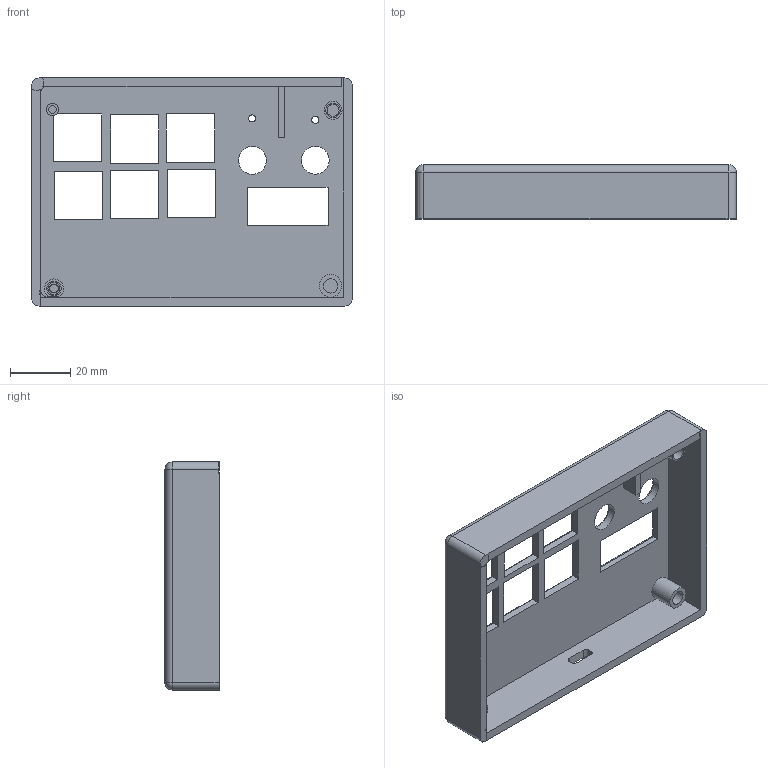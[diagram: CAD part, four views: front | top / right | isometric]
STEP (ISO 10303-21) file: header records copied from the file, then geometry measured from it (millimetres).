
FILE_DESCRIPTION(/* description */ ('KiCad electronic assembly'),/* implementation_level */ '2;1');
FILE_NAME(/* name */ 'Top.step',/* time_stamp */ '2026-02-23T21:12:47+01:00',/* author */ (''),/* organization */ (''),/* preprocessor_version */ 'ST-DEVELOPER v20.1',/* originating_system */ 'Autodesk Translation Framework v14.24.0.0',/* authorisation */ '');
FILE_SCHEMA (('AUTOMOTIVE_DESIGN { 1 0 10303 214 3 1 1 }'));
Length unit declared in the file: millimetre
Products named in the file (1): test 1
Bounding box: 106.8 x 18.03 x 76 mm (x, y, z)
Volume: 33724.6 mm3; surface area: 26492 mm2
Topology: 1 solids, 1 shells, 206 faces, 513 edges, 327 vertices
Faces by surface type: plane 124, cylinder 60, bspline 14, torus 4, sphere 4
Full cylindrical faces by diameter (mm): 2.379 x2, 2.529 x1, 2.975 x1, 4 x3, 4.8 x3, 6 x1, 9.271 x2
Entity records: 6367 total; most frequent: CARTESIAN_POINT 1381, ORIENTED_EDGE 1026, DIRECTION 977, EDGE_CURVE 513, LINE 379, VECTOR 379, VERTEX_POINT 327, AXIS2_PLACEMENT_3D 299
